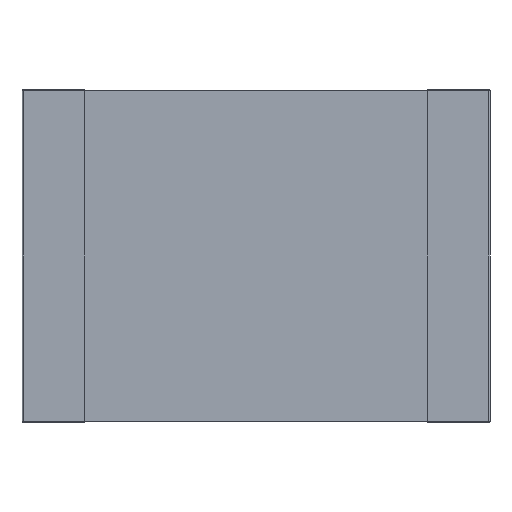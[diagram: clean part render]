
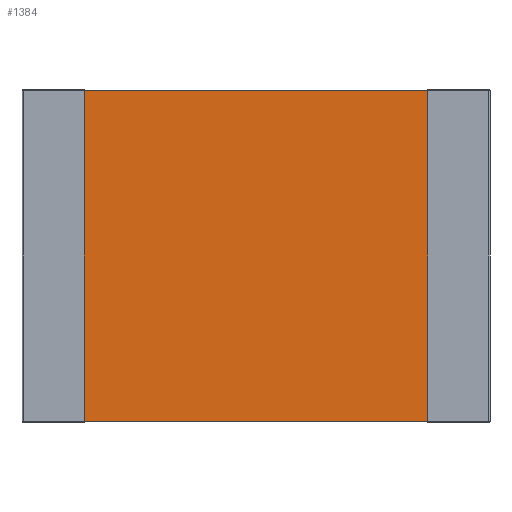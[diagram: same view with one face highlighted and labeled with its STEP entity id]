
A CAD part, front view. The second image highlights one B-rep face of the part: STEP entity #1384.
In plain terms, the highlighted planar face has unit normal (0, -1, 0).
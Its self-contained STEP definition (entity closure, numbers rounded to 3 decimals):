
#454 = CARTESIAN_POINT ( 'NONE',  ( -1.65, 0.01, -1.59 ) ) ;
#636 = EDGE_LOOP ( 'NONE', ( #4284, #3148, #3804, #3421 ) ) ;
#715 = CARTESIAN_POINT ( 'NONE',  ( 1.65, 0.01, 1.59 ) ) ;
#801 = VECTOR ( 'NONE', #3248, 1000. ) ;
#873 = VECTOR ( 'NONE', #3985, 1000. ) ;
#1062 = VECTOR ( 'NONE', #4081, 1000. ) ;
#1175 = CARTESIAN_POINT ( 'NONE',  ( -4.978, 0.01, -1.59 ) ) ;
#1384 = ADVANCED_FACE ( 'NONE', ( #3781 ), #4553, .T. ) ;
#1534 = VERTEX_POINT ( 'NONE', #3824 ) ;
#1817 = VERTEX_POINT ( 'NONE', #2374 ) ;
#1938 = EDGE_CURVE ( 'NONE', #1817, #1534, #3655, .T. ) ;
#2070 = DIRECTION ( 'NONE',  ( 0., -1., 0. ) ) ;
#2362 = VERTEX_POINT ( 'NONE', #454 ) ;
#2374 = CARTESIAN_POINT ( 'NONE',  ( 1.65, 0.01, 1.59 ) ) ;
#2397 = LINE ( 'NONE', #4025, #873 ) ;
#2875 = CARTESIAN_POINT ( 'NONE',  ( -1.65, 0.01, 1.59 ) ) ;
#2939 = LINE ( 'NONE', #1175, #801 ) ;
#3148 = ORIENTED_EDGE ( 'NONE', *, *, #5489, .T. ) ;
#3203 = LINE ( 'NONE', #2875, #1062 ) ;
#3248 = DIRECTION ( 'NONE',  ( 1., 0., 0. ) ) ;
#3421 = ORIENTED_EDGE ( 'NONE', *, *, #1938, .F. ) ;
#3655 = LINE ( 'NONE', #715, #4195 ) ;
#3756 = CARTESIAN_POINT ( 'NONE',  ( -4.978, 0.01, 1.59 ) ) ;
#3781 = FACE_OUTER_BOUND ( 'NONE', #636, .T. ) ;
#3804 = ORIENTED_EDGE ( 'NONE', *, *, #5327, .T. ) ;
#3824 = CARTESIAN_POINT ( 'NONE',  ( 1.65, 0.01, -1.59 ) ) ;
#3985 = DIRECTION ( 'NONE',  ( 1., 0., 0. ) ) ;
#4025 = CARTESIAN_POINT ( 'NONE',  ( -4.978, 0.01, 1.59 ) ) ;
#4081 = DIRECTION ( 'NONE',  ( 0., 0., -1. ) ) ;
#4184 = AXIS2_PLACEMENT_3D ( 'NONE', #3756, #2070, #4574 ) ;
#4195 = VECTOR ( 'NONE', #4492, 1000. ) ;
#4284 = ORIENTED_EDGE ( 'NONE', *, *, #5049, .F. ) ;
#4492 = DIRECTION ( 'NONE',  ( 0., 0., -1. ) ) ;
#4553 = PLANE ( 'NONE',  #4184 ) ;
#4574 = DIRECTION ( 'NONE',  ( 0., 0., -1. ) ) ;
#5049 = EDGE_CURVE ( 'NONE', #5055, #1817, #2397, .T. ) ;
#5055 = VERTEX_POINT ( 'NONE', #5244 ) ;
#5244 = CARTESIAN_POINT ( 'NONE',  ( -1.65, 0.01, 1.59 ) ) ;
#5327 = EDGE_CURVE ( 'NONE', #2362, #1534, #2939, .T. ) ;
#5489 = EDGE_CURVE ( 'NONE', #5055, #2362, #3203, .T. ) ;
